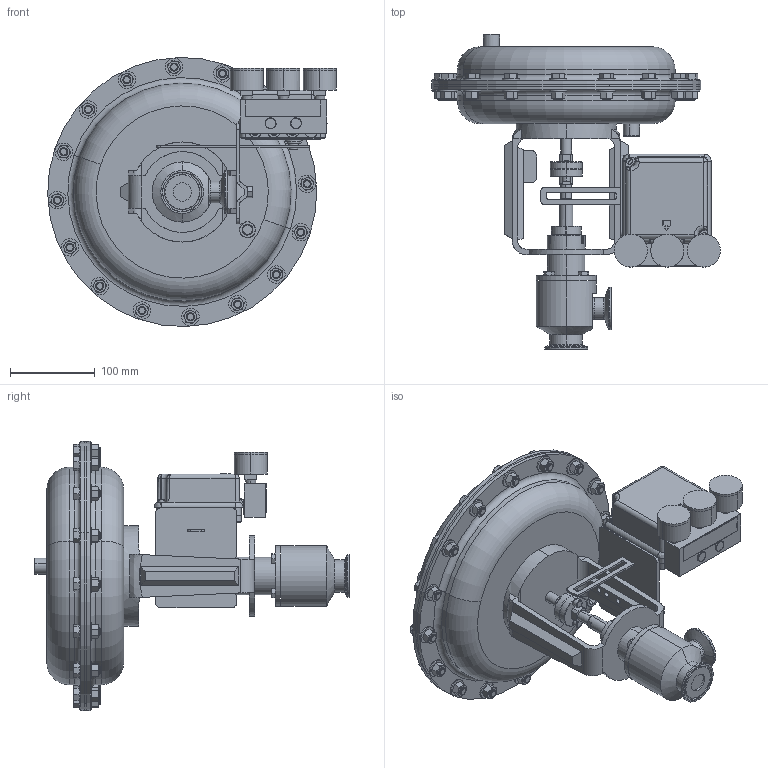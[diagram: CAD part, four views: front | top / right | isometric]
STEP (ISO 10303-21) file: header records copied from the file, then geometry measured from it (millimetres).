
FILE_DESCRIPTION (( 'STEP AP203' ), '1' );
FILE_NAME ('978ESP-100-JD-55M-16PP.STEP', '2017-06-12T14:06:24', ( '' ), ( '' ), 'SwSTEP 2.0', 'SolidWorks 2014', '' );
FILE_SCHEMA (( 'CONFIG_CONTROL_DESIGN' ));
Products named in the file (2): 978ESP-100-JD-55M-16PP
Bounding box: 340.5 x 371.6 x 317.42 mm (x, y, z)
Volume: 6363332.8 mm3; surface area: 486963 mm2
Topology: 2 solids, 2 shells, 2492 faces, 6138 edges, 3795 vertices
Faces by surface type: plane 883, cone 740, cylinder 584, bspline 265, torus 20
Entity records: 91008 total; most frequent: CARTESIAN_POINT 34934, ORIENTED_EDGE 12202, DIRECTION 10966, EDGE_CURVE 6101, AXIS2_PLACEMENT_3D 4303, VERTEX_POINT 3794, EDGE_LOOP 2739, ADVANCED_FACE 2492
